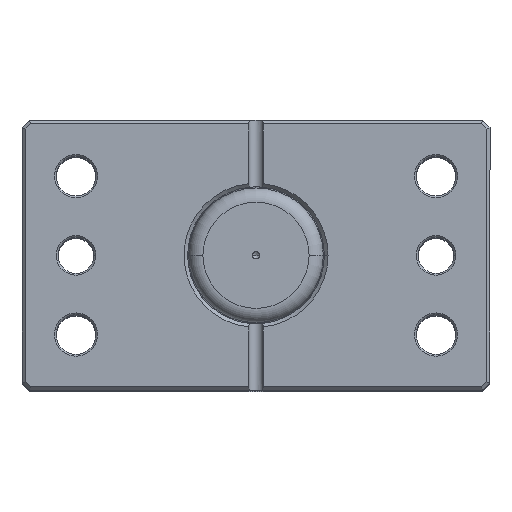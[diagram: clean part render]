
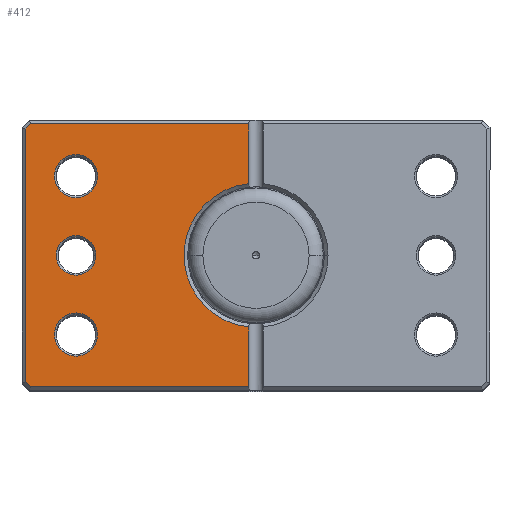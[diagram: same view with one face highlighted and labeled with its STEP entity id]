
A CAD part, top view. The second image highlights one B-rep face of the part: STEP entity #412.
In plain terms, the highlighted face is planar.
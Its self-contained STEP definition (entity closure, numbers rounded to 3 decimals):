
#24 = AXIS2_PLACEMENT_3D ( 'NONE', #6736, #3493, #133 ) ;
#26 = AXIS2_PLACEMENT_3D ( 'NONE', #6215, #5571, #5546 ) ;
#30 = CARTESIAN_POINT ( 'NONE',  ( 56., -22., 0. ) ) ;
#57 = EDGE_CURVE ( 'NONE', #4440, #3574, #4812, .T. ) ;
#88 = LINE ( 'NONE', #2616, #1451 ) ;
#100 = CARTESIAN_POINT ( 'NONE',  ( 50., 0., 0. ) ) ;
#133 = DIRECTION ( 'NONE',  ( 1., 0., 0. ) ) ;
#182 = DIRECTION ( 'NONE',  ( 1., 0., 0. ) ) ;
#194 = LINE ( 'NONE', #1374, #1908 ) ;
#245 = CIRCLE ( 'NONE', #26, 6. ) ;
#345 = DIRECTION ( 'NONE',  ( 0., 0., 1. ) ) ;
#412 = ADVANCED_FACE ( 'NONE', ( #4058, #1119, #6926, #6751 ), #2031, .F. ) ;
#433 = LINE ( 'NONE', #4240, #6135 ) ;
#479 = LINE ( 'NONE', #561, #1828 ) ;
#484 = DIRECTION ( 'NONE',  ( 0., -1., 0. ) ) ;
#561 = CARTESIAN_POINT ( 'NONE',  ( 64., 0., 0. ) ) ;
#589 = ORIENTED_EDGE ( 'NONE', *, *, #57, .T. ) ;
#643 = CARTESIAN_POINT ( 'NONE',  ( 64., -35.086, 0. ) ) ;
#799 = CARTESIAN_POINT ( 'NONE',  ( 62.586, -36.5, 0. ) ) ;
#844 = CARTESIAN_POINT ( 'NONE',  ( 2., 19.9, 0. ) ) ;
#846 = CARTESIAN_POINT ( 'NONE',  ( 44., 22., 0. ) ) ;
#878 = VERTEX_POINT ( 'NONE', #844 ) ;
#1002 = CIRCLE ( 'NONE', #24, 6. ) ;
#1007 = EDGE_CURVE ( 'NONE', #5891, #2506, #1271, .T. ) ;
#1119 = FACE_BOUND ( 'NONE', #4590, .T. ) ;
#1180 = ORIENTED_EDGE ( 'NONE', *, *, #1777, .T. ) ;
#1271 = CIRCLE ( 'NONE', #5873, 6. ) ;
#1314 = DIRECTION ( 'NONE',  ( 0., 1., 0. ) ) ;
#1374 = CARTESIAN_POINT ( 'NONE',  ( 0., -36.5, 0. ) ) ;
#1394 = DIRECTION ( 'NONE',  ( -1., 0., 0. ) ) ;
#1451 = VECTOR ( 'NONE', #3213, 1000. ) ;
#1521 = DIRECTION ( 'NONE',  ( -0.707, -0.707, 0. ) ) ;
#1614 = ORIENTED_EDGE ( 'NONE', *, *, #5261, .T. ) ;
#1628 = CARTESIAN_POINT ( 'NONE',  ( 56., 22., 0. ) ) ;
#1777 = EDGE_CURVE ( 'NONE', #3044, #878, #6809, .T. ) ;
#1828 = VECTOR ( 'NONE', #484, 1000. ) ;
#1850 = CARTESIAN_POINT ( 'NONE',  ( 44., -22., 0. ) ) ;
#1865 = CARTESIAN_POINT ( 'NONE',  ( 49.543, -49.543, 0. ) ) ;
#1893 = ORIENTED_EDGE ( 'NONE', *, *, #4044, .T. ) ;
#1908 = VECTOR ( 'NONE', #1394, 1000. ) ;
#1921 = VECTOR ( 'NONE', #6047, 1000. ) ;
#1953 = DIRECTION ( 'NONE',  ( 1., 0., 0. ) ) ;
#1960 = CIRCLE ( 'NONE', #6089, 5.5 ) ;
#1979 = DIRECTION ( 'NONE',  ( 0., 0., 1. ) ) ;
#2031 = PLANE ( 'NONE',  #3252 ) ;
#2083 = CARTESIAN_POINT ( 'NONE',  ( 0., 0., 0. ) ) ;
#2101 = EDGE_CURVE ( 'NONE', #878, #3412, #88, .T. ) ;
#2170 = CARTESIAN_POINT ( 'NONE',  ( 50., 22., 0. ) ) ;
#2193 = EDGE_LOOP ( 'NONE', ( #5436, #1180, #3587, #5872, #589, #1893, #2855, #6173 ) ) ;
#2197 = DIRECTION ( 'NONE',  ( 0., 0., 1. ) ) ;
#2227 = DIRECTION ( 'NONE',  ( 1., 0., 0. ) ) ;
#2386 = CARTESIAN_POINT ( 'NONE',  ( 2., -19.9, 0. ) ) ;
#2506 = VERTEX_POINT ( 'NONE', #1628 ) ;
#2526 = EDGE_LOOP ( 'NONE', ( #2807, #4018 ) ) ;
#2555 = AXIS2_PLACEMENT_3D ( 'NONE', #3428, #3373, #3352 ) ;
#2610 = EDGE_CURVE ( 'NONE', #3412, #4440, #433, .T. ) ;
#2616 = CARTESIAN_POINT ( 'NONE',  ( 2., 37.5, 0. ) ) ;
#2733 = CARTESIAN_POINT ( 'NONE',  ( 2., -36.5, 0. ) ) ;
#2807 = ORIENTED_EDGE ( 'NONE', *, *, #3679, .T. ) ;
#2855 = ORIENTED_EDGE ( 'NONE', *, *, #4623, .T. ) ;
#2888 = CARTESIAN_POINT ( 'NONE',  ( 50., 22., 0. ) ) ;
#2988 = CARTESIAN_POINT ( 'NONE',  ( 2., 36.5, 0. ) ) ;
#3044 = VERTEX_POINT ( 'NONE', #2386 ) ;
#3184 = VECTOR ( 'NONE', #1521, 1000. ) ;
#3191 = CARTESIAN_POINT ( 'NONE',  ( 0., 0., 0. ) ) ;
#3213 = DIRECTION ( 'NONE',  ( 0., 1., 0. ) ) ;
#3252 = AXIS2_PLACEMENT_3D ( 'NONE', #2083, #1979, #1953 ) ;
#3295 = EDGE_CURVE ( 'NONE', #6400, #3665, #1960, .T. ) ;
#3311 = EDGE_CURVE ( 'NONE', #5273, #4323, #245, .T. ) ;
#3347 = DIRECTION ( 'NONE',  ( 0., 0., 1. ) ) ;
#3352 = DIRECTION ( 'NONE',  ( 1., 0., 0. ) ) ;
#3373 = DIRECTION ( 'NONE',  ( 0., 0., 1. ) ) ;
#3412 = VERTEX_POINT ( 'NONE', #2988 ) ;
#3428 = CARTESIAN_POINT ( 'NONE',  ( 50., 0., 0. ) ) ;
#3448 = DIRECTION ( 'NONE',  ( 1., 0., 0. ) ) ;
#3493 = DIRECTION ( 'NONE',  ( 0., 0., 1. ) ) ;
#3503 = CARTESIAN_POINT ( 'NONE',  ( 2., 37.5, 0. ) ) ;
#3574 = VERTEX_POINT ( 'NONE', #4703 ) ;
#3587 = ORIENTED_EDGE ( 'NONE', *, *, #2101, .T. ) ;
#3665 = VERTEX_POINT ( 'NONE', #4304 ) ;
#3679 = EDGE_CURVE ( 'NONE', #3665, #6400, #4089, .T. ) ;
#3894 = CARTESIAN_POINT ( 'NONE',  ( 62.586, 36.5, 0. ) ) ;
#3940 = VERTEX_POINT ( 'NONE', #643 ) ;
#4018 = ORIENTED_EDGE ( 'NONE', *, *, #3295, .T. ) ;
#4044 = EDGE_CURVE ( 'NONE', #3574, #3940, #479, .T. ) ;
#4058 = FACE_BOUND ( 'NONE', #2526, .T. ) ;
#4089 = CIRCLE ( 'NONE', #2555, 5.5 ) ;
#4240 = CARTESIAN_POINT ( 'NONE',  ( 0., 36.5, 0. ) ) ;
#4304 = CARTESIAN_POINT ( 'NONE',  ( 44.5, 0., 0. ) ) ;
#4323 = VERTEX_POINT ( 'NONE', #30 ) ;
#4440 = VERTEX_POINT ( 'NONE', #3894 ) ;
#4547 = VERTEX_POINT ( 'NONE', #2733 ) ;
#4590 = EDGE_LOOP ( 'NONE', ( #4599, #1614 ) ) ;
#4599 = ORIENTED_EDGE ( 'NONE', *, *, #3311, .T. ) ;
#4623 = EDGE_CURVE ( 'NONE', #3940, #5369, #4631, .T. ) ;
#4631 = LINE ( 'NONE', #1865, #3184 ) ;
#4659 = EDGE_CURVE ( 'NONE', #5369, #4547, #194, .T. ) ;
#4703 = CARTESIAN_POINT ( 'NONE',  ( 64., 35.086, 0. ) ) ;
#4812 = LINE ( 'NONE', #6138, #1921 ) ;
#4824 = DIRECTION ( 'NONE',  ( 1., 0., 0. ) ) ;
#4944 = EDGE_CURVE ( 'NONE', #2506, #5891, #6915, .T. ) ;
#5007 = LINE ( 'NONE', #3503, #6252 ) ;
#5261 = EDGE_CURVE ( 'NONE', #4323, #5273, #1002, .T. ) ;
#5273 = VERTEX_POINT ( 'NONE', #1850 ) ;
#5369 = VERTEX_POINT ( 'NONE', #799 ) ;
#5436 = ORIENTED_EDGE ( 'NONE', *, *, #5800, .T. ) ;
#5546 = DIRECTION ( 'NONE',  ( 1., 0., 0. ) ) ;
#5571 = DIRECTION ( 'NONE',  ( 0., 0., 1. ) ) ;
#5720 = CARTESIAN_POINT ( 'NONE',  ( 55.5, 0., 0. ) ) ;
#5774 = ORIENTED_EDGE ( 'NONE', *, *, #1007, .T. ) ;
#5791 = EDGE_LOOP ( 'NONE', ( #5774, #6873 ) ) ;
#5800 = EDGE_CURVE ( 'NONE', #4547, #3044, #5007, .T. ) ;
#5872 = ORIENTED_EDGE ( 'NONE', *, *, #2610, .T. ) ;
#5873 = AXIS2_PLACEMENT_3D ( 'NONE', #2170, #2197, #2227 ) ;
#5891 = VERTEX_POINT ( 'NONE', #846 ) ;
#6047 = DIRECTION ( 'NONE',  ( 0.707, -0.707, 0. ) ) ;
#6089 = AXIS2_PLACEMENT_3D ( 'NONE', #100, #3347, #182 ) ;
#6135 = VECTOR ( 'NONE', #4824, 1000. ) ;
#6138 = CARTESIAN_POINT ( 'NONE',  ( 49.543, 49.543, 0. ) ) ;
#6173 = ORIENTED_EDGE ( 'NONE', *, *, #4659, .T. ) ;
#6215 = CARTESIAN_POINT ( 'NONE',  ( 50., -22., 0. ) ) ;
#6252 = VECTOR ( 'NONE', #1314, 1000. ) ;
#6400 = VERTEX_POINT ( 'NONE', #5720 ) ;
#6576 = AXIS2_PLACEMENT_3D ( 'NONE', #2888, #6677, #3448 ) ;
#6677 = DIRECTION ( 'NONE',  ( 0., 0., 1. ) ) ;
#6736 = CARTESIAN_POINT ( 'NONE',  ( 50., -22., 0. ) ) ;
#6751 = FACE_OUTER_BOUND ( 'NONE', #2193, .T. ) ;
#6809 = CIRCLE ( 'NONE', #7145, 20. ) ;
#6873 = ORIENTED_EDGE ( 'NONE', *, *, #4944, .T. ) ;
#6915 = CIRCLE ( 'NONE', #6576, 6. ) ;
#6926 = FACE_BOUND ( 'NONE', #5791, .T. ) ;
#7005 = DIRECTION ( 'NONE',  ( 1., 0., 0. ) ) ;
#7145 = AXIS2_PLACEMENT_3D ( 'NONE', #3191, #345, #7005 ) ;
